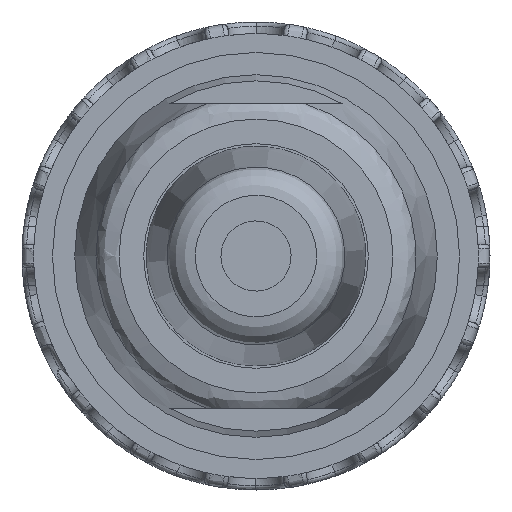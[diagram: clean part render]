
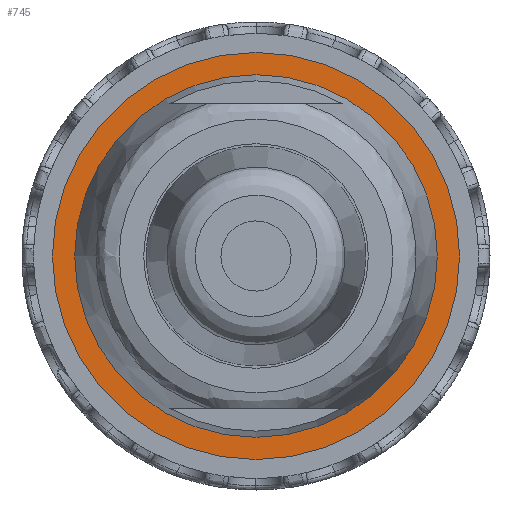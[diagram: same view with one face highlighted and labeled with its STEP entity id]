
A CAD part, front view. The second image highlights one B-rep face of the part: STEP entity #745.
In plain terms, the highlighted planar face has unit normal (0, -1, 0).
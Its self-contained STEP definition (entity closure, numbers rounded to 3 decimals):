
#129=FACE_BOUND('',#1517,.T.);
#130=FACE_BOUND('',#1518,.T.);
#745=ADVANCED_FACE('',(#129,#130),#1031,.T.);
#1031=PLANE('',#5906);
#1517=EDGE_LOOP('',(#2727));
#1518=EDGE_LOOP('',(#2728));
#2727=ORIENTED_EDGE('',*,*,#4880,.F.);
#2728=ORIENTED_EDGE('',*,*,#4878,.F.);
#4273=VERTEX_POINT('',#8992);
#4275=VERTEX_POINT('',#8997);
#4878=EDGE_CURVE('',#4273,#4273,#5596,.T.);
#4880=EDGE_CURVE('',#4275,#4275,#5598,.T.);
#5596=CIRCLE('',#5902,8.7);
#5598=CIRCLE('',#5905,7.75);
#5902=AXIS2_PLACEMENT_3D('',#8991,#6567,#6568);
#5905=AXIS2_PLACEMENT_3D('',#8996,#6573,#6574);
#5906=AXIS2_PLACEMENT_3D('',#8998,#6575,#6576);
#6567=DIRECTION('',(0.,1.,0.));
#6568=DIRECTION('',(-1.,0.,0.));
#6573=DIRECTION('',(0.,-1.,0.));
#6574=DIRECTION('',(0.,0.,-1.));
#6575=DIRECTION('',(0.,-1.,0.));
#6576=DIRECTION('',(-1.,0.,0.));
#8991=CARTESIAN_POINT('',(0.,8.5,0.));
#8992=CARTESIAN_POINT('',(-8.7,8.5,0.));
#8996=CARTESIAN_POINT('',(0.,8.5,0.));
#8997=CARTESIAN_POINT('',(0.,8.5,-7.75));
#8998=CARTESIAN_POINT('',(9.57,8.5,9.57));
